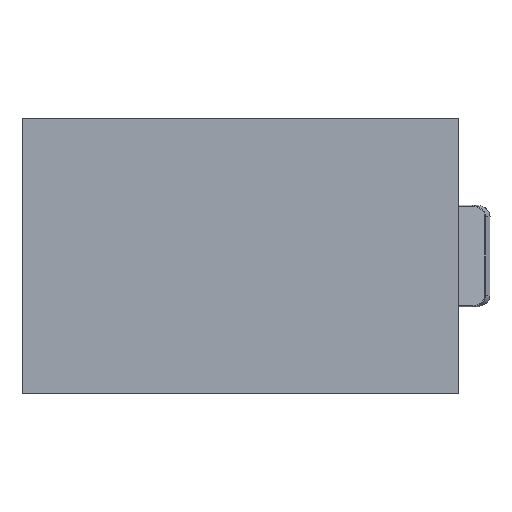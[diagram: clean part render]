
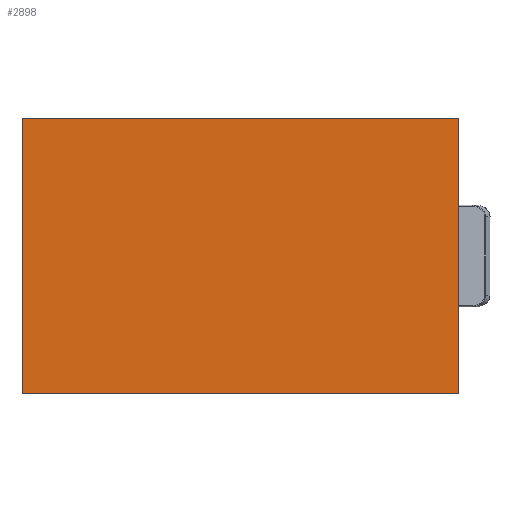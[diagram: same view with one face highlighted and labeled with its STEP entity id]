
A CAD part, left-side view. The second image highlights one B-rep face of the part: STEP entity #2898.
In plain terms, the highlighted planar face has unit normal (-1, 0, 0).
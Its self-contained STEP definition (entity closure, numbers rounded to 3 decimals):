
#707=CARTESIAN_POINT('',(57.5,-133.5,-59.5));
#708=DIRECTION('',(-1.,0.,0.));
#709=DIRECTION('',(0.,0.,-1.));
#710=AXIS2_PLACEMENT_3D('',#707,#708,#709);
#712=DIRECTION('',(0.,1.,0.));
#713=VECTOR('',#712,189.);
#714=CARTESIAN_POINT('',(57.5,-133.5,-60.));
#715=LINE('',#714,#713);
#716=CARTESIAN_POINT('',(57.5,55.5,-59.5));
#717=DIRECTION('',(-1.,0.,0.));
#718=DIRECTION('',(0.,1.,0.));
#719=AXIS2_PLACEMENT_3D('',#716,#717,#718);
#721=DIRECTION('',(0.,0.,1.));
#722=VECTOR('',#721,119.);
#723=CARTESIAN_POINT('',(57.5,56.,-59.5));
#724=LINE('',#723,#722);
#725=CARTESIAN_POINT('',(57.5,55.5,59.5));
#726=DIRECTION('',(-1.,0.,0.));
#727=DIRECTION('',(0.,0.,1.));
#728=AXIS2_PLACEMENT_3D('',#725,#726,#727);
#730=DIRECTION('',(0.,-1.,0.));
#731=VECTOR('',#730,189.);
#732=CARTESIAN_POINT('',(57.5,55.5,60.));
#733=LINE('',#732,#731);
#734=CARTESIAN_POINT('',(57.5,-133.5,59.5));
#735=DIRECTION('',(-1.,0.,0.));
#736=DIRECTION('',(0.,-1.,0.));
#737=AXIS2_PLACEMENT_3D('',#734,#735,#736);
#739=DIRECTION('',(0.,0.,-1.));
#740=VECTOR('',#739,119.);
#741=CARTESIAN_POINT('',(57.5,-134.,59.5));
#742=LINE('',#741,#740);
#1797=CARTESIAN_POINT('',(57.5,-133.5,-60.));
#1798=CARTESIAN_POINT('',(57.5,-134.,-59.5));
#1799=VERTEX_POINT('',#1797);
#1800=VERTEX_POINT('',#1798);
#1801=CARTESIAN_POINT('',(57.5,56.,-59.5));
#1802=CARTESIAN_POINT('',(57.5,55.5,-60.));
#1803=VERTEX_POINT('',#1801);
#1804=VERTEX_POINT('',#1802);
#1805=CARTESIAN_POINT('',(57.5,55.5,60.));
#1806=CARTESIAN_POINT('',(57.5,56.,59.5));
#1807=VERTEX_POINT('',#1805);
#1808=VERTEX_POINT('',#1806);
#1809=CARTESIAN_POINT('',(57.5,-134.,59.5));
#1810=CARTESIAN_POINT('',(57.5,-133.5,60.));
#1811=VERTEX_POINT('',#1809);
#1812=VERTEX_POINT('',#1810);
#2883=CARTESIAN_POINT('',(57.5,-134.,72.));
#2884=DIRECTION('',(1.,0.,0.));
#2885=DIRECTION('',(0.,1.,0.));
#2886=AXIS2_PLACEMENT_3D('',#2883,#2884,#2885);
#2887=PLANE('',#2886);
#2888=ORIENTED_EDGE('',*,*,#2768,.F.);
#2889=ORIENTED_EDGE('',*,*,#2790,.T.);
#2890=ORIENTED_EDGE('',*,*,#2850,.F.);
#2891=ORIENTED_EDGE('',*,*,#2870,.T.);
#2892=ORIENTED_EDGE('',*,*,#2601,.F.);
#2893=ORIENTED_EDGE('',*,*,#2624,.T.);
#2894=ORIENTED_EDGE('',*,*,#2685,.F.);
#2895=ORIENTED_EDGE('',*,*,#2707,.T.);
#2896=EDGE_LOOP('',(#2888,#2889,#2890,#2891,#2892,#2893,#2894,#2895));
#2897=FACE_OUTER_BOUND('',#2896,.F.);
#2898=ADVANCED_FACE('',(#2897),#2887,.F.);
#711=CIRCLE('',#710,0.5);
#720=CIRCLE('',#719,0.5);
#729=CIRCLE('',#728,0.5);
#738=CIRCLE('',#737,0.5);
#2601=EDGE_CURVE('',#1807,#1808,#729,.T.);
#2624=EDGE_CURVE('',#1807,#1812,#733,.T.);
#2685=EDGE_CURVE('',#1811,#1812,#738,.T.);
#2707=EDGE_CURVE('',#1811,#1800,#742,.T.);
#2768=EDGE_CURVE('',#1799,#1800,#711,.T.);
#2790=EDGE_CURVE('',#1799,#1804,#715,.T.);
#2850=EDGE_CURVE('',#1803,#1804,#720,.T.);
#2870=EDGE_CURVE('',#1803,#1808,#724,.T.);
